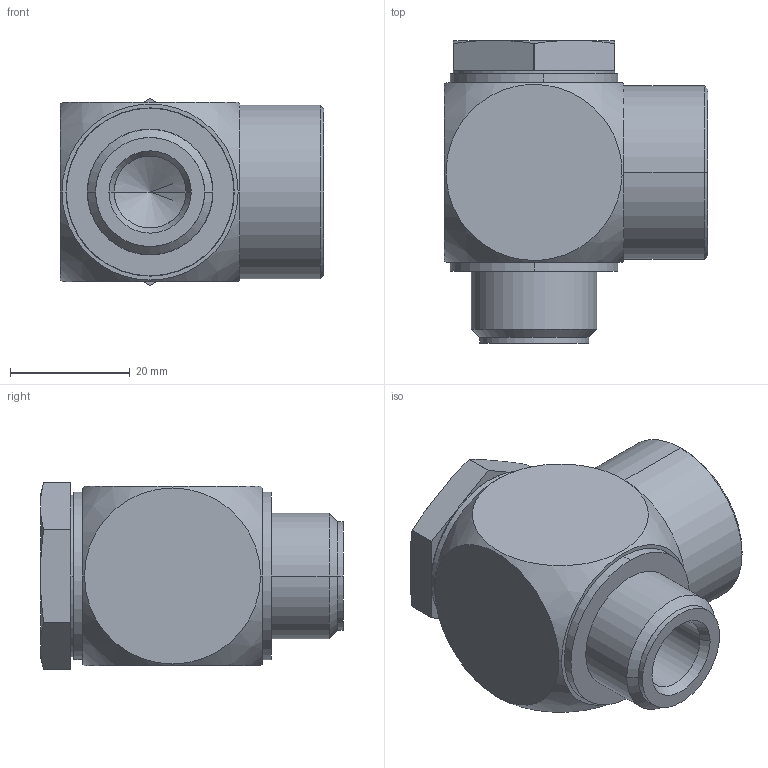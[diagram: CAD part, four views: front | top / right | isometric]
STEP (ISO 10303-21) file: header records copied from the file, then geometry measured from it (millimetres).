
FILE_DESCRIPTION(/* description */ ('VariCAD 2016-1.04 AP-214'),/* implementation_level */ '2;1');
FILE_NAME(/* name */ 'ljk_12_msv.stp',/* time_stamp */ '2016-06-16T08:52:20+02:00',/* author */ (''),/* organization */ (''),/* preprocessor_version */ 'ST-DEVELOPER v14',/* originating_system */ 'VariCAD 2016-1.04; kernel version (20130303)',/* authorisation */ '');
FILE_SCHEMA (('AUTOMOTIVE_DESIGN'));
Length unit declared in the file: millimetre
Products named in the file (5): ljk_12_msv; LJK 12 MSV<4>; LJK 12 MSV<3>; LJK 12 MSV<2>; LJK 12 MSV<1>
Assembly tree (4 placements, depth 2):
  ljk_12_msv
    LJK 12 MSV<4>
    LJK 12 MSV<3>
    LJK 12 MSV<2>
    LJK 12 MSV<1>
Bounding box: 44 x 50.5 x 31.16 mm (x, y, z)
Volume: 30158.5 mm3; surface area: 15781.2 mm2
Topology: 4 solids, 4 shells, 101 faces, 249 edges, 162 vertices
Faces by surface type: cylinder 48, plane 33, cone 14, torus 4, sphere 2
Entity records: 3667 total; most frequent: CARTESIAN_POINT 1077, DIRECTION 542, ORIENTED_EDGE 494, EDGE_CURVE 247, AXIS2_PLACEMENT_3D 229, VERTEX_POINT 162, EDGE_LOOP 125, CIRCLE 115
